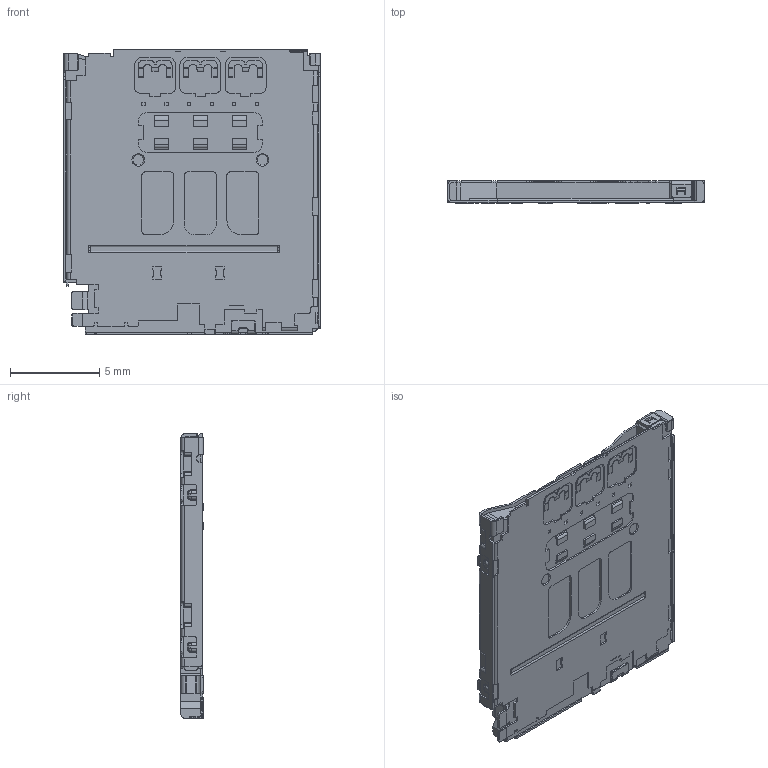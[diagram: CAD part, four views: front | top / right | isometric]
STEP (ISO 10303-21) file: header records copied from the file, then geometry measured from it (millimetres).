
FILE_DESCRIPTION (( 'STEP AP203' ), '1' );
FILE_NAME ('K3D-SF56S006V4BR2000_V01_JAE_Proprietary.STEP', '2014-11-10T05:15:59', ( '' ), ( '' ), 'SwSTEP 2.0', 'SolidWorks 2014', '' );
FILE_SCHEMA (( 'CONFIG_CONTROL_DESIGN' ));
Length unit declared in the file: millimetre
Products named in the file (1): K3D-SF56S006V4BR2000_V01_JAE_Proprietary
Bounding box: 14.4 x 1.25 x 16 mm (x, y, z)
Volume: 253.8 mm3; surface area: 569.3 mm2
Topology: 1 solids, 1 shells, 1063 faces, 2946 edges, 1927 vertices
Faces by surface type: plane 612, cylinder 391, torus 24, cone 18, bspline 18
Entity records: 34227 total; most frequent: CARTESIAN_POINT 6420, ORIENTED_EDGE 5892, DIRECTION 5788, EDGE_CURVE 2946, LINE 2022, VECTOR 2022, VERTEX_POINT 1927, AXIS2_PLACEMENT_3D 1883
